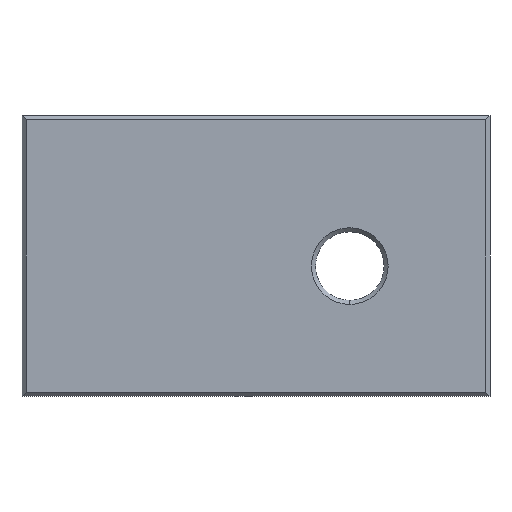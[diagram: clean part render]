
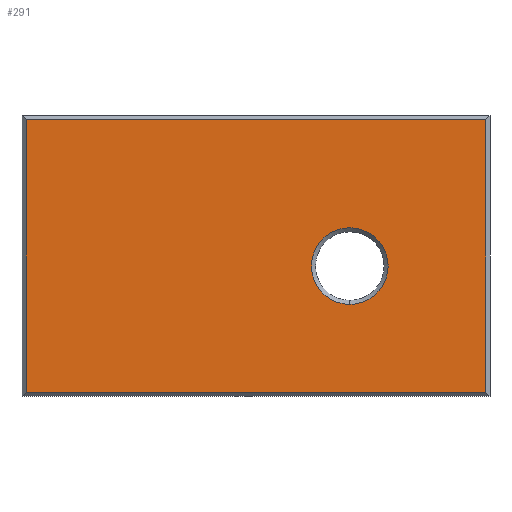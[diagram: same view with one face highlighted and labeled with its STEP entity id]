
A CAD part, left-side view. The second image highlights one B-rep face of the part: STEP entity #291.
In plain terms, the highlighted planar face has unit normal (-1, 0, 0).
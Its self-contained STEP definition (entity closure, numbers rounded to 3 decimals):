
#4 = DIRECTION ( 'NONE',  ( 1., 0., 0. ) ) ;
#5 = ORIENTED_EDGE ( 'NONE', *, *, #361, .T. ) ;
#18 = LINE ( 'NONE', #315, #68 ) ;
#24 = PLANE ( 'NONE',  #380 ) ;
#35 = AXIS2_PLACEMENT_3D ( 'NONE', #311, #4, #182 ) ;
#68 = VECTOR ( 'NONE', #349, 1000. ) ;
#83 = LINE ( 'NONE', #373, #114 ) ;
#94 = LINE ( 'NONE', #322, #481 ) ;
#104 = CARTESIAN_POINT ( 'NONE',  ( 0., 0., 1.9 ) ) ;
#108 = CARTESIAN_POINT ( 'NONE',  ( 0., 16.25, 7.25 ) ) ;
#109 = EDGE_LOOP ( 'NONE', ( #117, #5 ) ) ;
#112 = ORIENTED_EDGE ( 'NONE', *, *, #191, .T. ) ;
#113 = EDGE_CURVE ( 'NONE', #295, #299, #18, .T. ) ;
#114 = VECTOR ( 'NONE', #302, 1000. ) ;
#117 = ORIENTED_EDGE ( 'NONE', *, *, #511, .T. ) ;
#131 = ORIENTED_EDGE ( 'NONE', *, *, #318, .T. ) ;
#149 = CIRCLE ( 'NONE', #372, 1.9 ) ;
#167 = EDGE_CURVE ( 'NONE', #299, #313, #94, .T. ) ;
#172 = VERTEX_POINT ( 'NONE', #104 ) ;
#182 = DIRECTION ( 'NONE',  ( 0., 0., -1. ) ) ;
#186 = VERTEX_POINT ( 'NONE', #331 ) ;
#191 = EDGE_CURVE ( 'NONE', #346, #295, #281, .T. ) ;
#195 = VECTOR ( 'NONE', #455, 1000. ) ;
#198 = ORIENTED_EDGE ( 'NONE', *, *, #167, .T. ) ;
#214 = CARTESIAN_POINT ( 'NONE',  ( 0., 16.05, -6.25 ) ) ;
#252 = EDGE_LOOP ( 'NONE', ( #112, #543, #198, #131 ) ) ;
#281 = LINE ( 'NONE', #108, #195 ) ;
#283 = CARTESIAN_POINT ( 'NONE',  ( 0., 0., 0. ) ) ;
#291 = ADVANCED_FACE ( 'NONE', ( #415, #410 ), #24, .F. ) ;
#295 = VERTEX_POINT ( 'NONE', #342 ) ;
#299 = VERTEX_POINT ( 'NONE', #214 ) ;
#302 = DIRECTION ( 'NONE',  ( 0., 0., 1. ) ) ;
#311 = CARTESIAN_POINT ( 'NONE',  ( 0., 0., 0. ) ) ;
#313 = VERTEX_POINT ( 'NONE', #553 ) ;
#315 = CARTESIAN_POINT ( 'NONE',  ( 0., 16.05, -6.45 ) ) ;
#318 = EDGE_CURVE ( 'NONE', #313, #346, #83, .T. ) ;
#322 = CARTESIAN_POINT ( 'NONE',  ( 0., -6.95, -6.25 ) ) ;
#331 = CARTESIAN_POINT ( 'NONE',  ( 0., 0., -1.9 ) ) ;
#339 = CIRCLE ( 'NONE', #35, 1.9 ) ;
#341 = DIRECTION ( 'NONE',  ( 0., 0., -1. ) ) ;
#342 = CARTESIAN_POINT ( 'NONE',  ( 0., 16.05, 7.25 ) ) ;
#346 = VERTEX_POINT ( 'NONE', #549 ) ;
#349 = DIRECTION ( 'NONE',  ( 0., 0., -1. ) ) ;
#361 = EDGE_CURVE ( 'NONE', #186, #172, #149, .T. ) ;
#372 = AXIS2_PLACEMENT_3D ( 'NONE', #428, #472, #418 ) ;
#373 = CARTESIAN_POINT ( 'NONE',  ( 0., -6.75, 7.45 ) ) ;
#380 = AXIS2_PLACEMENT_3D ( 'NONE', #283, #406, #341 ) ;
#406 = DIRECTION ( 'NONE',  ( 1., 0., 0. ) ) ;
#410 = FACE_BOUND ( 'NONE', #109, .T. ) ;
#415 = FACE_OUTER_BOUND ( 'NONE', #252, .T. ) ;
#418 = DIRECTION ( 'NONE',  ( 0., 0., -1. ) ) ;
#428 = CARTESIAN_POINT ( 'NONE',  ( 0., 0., 0. ) ) ;
#455 = DIRECTION ( 'NONE',  ( 0., 1., 0. ) ) ;
#472 = DIRECTION ( 'NONE',  ( 1., 0., 0. ) ) ;
#481 = VECTOR ( 'NONE', #488, 1000. ) ;
#488 = DIRECTION ( 'NONE',  ( 0., -1., 0. ) ) ;
#511 = EDGE_CURVE ( 'NONE', #172, #186, #339, .T. ) ;
#543 = ORIENTED_EDGE ( 'NONE', *, *, #113, .T. ) ;
#549 = CARTESIAN_POINT ( 'NONE',  ( 0., -6.75, 7.25 ) ) ;
#553 = CARTESIAN_POINT ( 'NONE',  ( 0., -6.75, -6.25 ) ) ;
